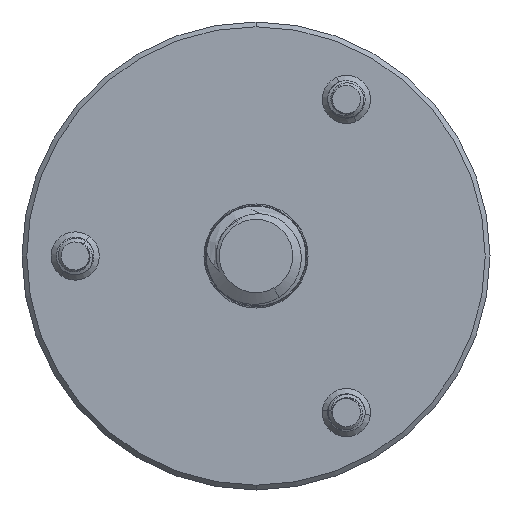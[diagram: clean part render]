
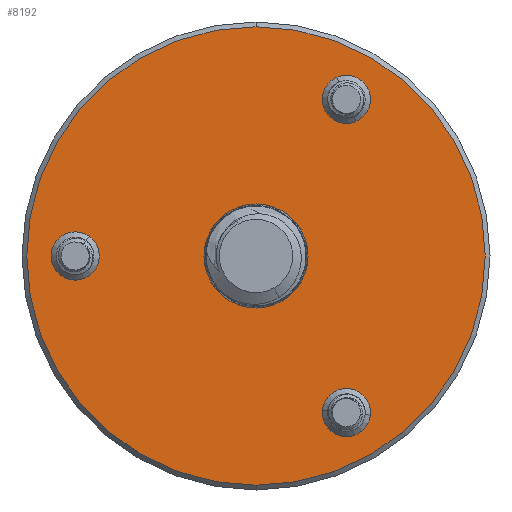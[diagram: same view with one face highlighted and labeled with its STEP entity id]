
A CAD part, front view. The second image highlights one B-rep face of the part: STEP entity #8192.
In plain terms, the highlighted planar face has unit normal (0, -1, 0).
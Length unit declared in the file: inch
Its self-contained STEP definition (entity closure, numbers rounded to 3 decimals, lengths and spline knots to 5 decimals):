
#384 = ORIENTED_EDGE ( 'NONE', *, *, #10991, .T. ) ;
#485 = EDGE_CURVE ( 'NONE', #9024, #9954, #5763, .T. ) ;
#661 = CARTESIAN_POINT ( 'NONE',  ( 0.285, 0., 0.56963 ) ) ;
#824 = AXIS2_PLACEMENT_3D ( 'NONE', #13411, #6451, #14607 ) ;
#858 = CIRCLE ( 'NONE', #14396, 0.076 ) ;
#902 = CIRCLE ( 'NONE', #5921, 0.7225 ) ;
#1085 = DIRECTION ( 'NONE',  ( 0., 0., 1. ) ) ;
#1171 = AXIS2_PLACEMENT_3D ( 'NONE', #5506, #13633, #6689 ) ;
#1311 = CARTESIAN_POINT ( 'NONE',  ( 0., 0., 0.7225 ) ) ;
#1355 = CARTESIAN_POINT ( 'NONE',  ( 0.285, 0., 0.49363 ) ) ;
#1444 = AXIS2_PLACEMENT_3D ( 'NONE', #1355, #9376, #2500 ) ;
#1458 = CIRCLE ( 'NONE', #1171, 0.164 ) ;
#1648 = VERTEX_POINT ( 'NONE', #661 ) ;
#1686 = EDGE_LOOP ( 'NONE', ( #8124, #13113 ) ) ;
#2012 = CARTESIAN_POINT ( 'NONE',  ( 0., 0., 0. ) ) ;
#2500 = DIRECTION ( 'NONE',  ( 0., 0., 1. ) ) ;
#2889 = CARTESIAN_POINT ( 'NONE',  ( 0.285, 0., -0.49363 ) ) ;
#2974 = EDGE_CURVE ( 'NONE', #10235, #9384, #902, .T. ) ;
#3081 = FACE_BOUND ( 'NONE', #1686, .T. ) ;
#3148 = CARTESIAN_POINT ( 'NONE',  ( 0., 0., 0.164 ) ) ;
#3685 = DIRECTION ( 'NONE',  ( 0., 1., 0. ) ) ;
#3937 = CARTESIAN_POINT ( 'NONE',  ( -0.57, 0., -0.076 ) ) ;
#4054 = DIRECTION ( 'NONE',  ( 0., 0., 1. ) ) ;
#4157 = ORIENTED_EDGE ( 'NONE', *, *, #7231, .T. ) ;
#4270 = DIRECTION ( 'NONE',  ( 0., -1., 0. ) ) ;
#4321 = DIRECTION ( 'NONE',  ( 0., 1., 0. ) ) ;
#4399 = ORIENTED_EDGE ( 'NONE', *, *, #6703, .T. ) ;
#4669 = VERTEX_POINT ( 'NONE', #4959 ) ;
#4879 = CARTESIAN_POINT ( 'NONE',  ( -0.57, 0., 0. ) ) ;
#4959 = CARTESIAN_POINT ( 'NONE',  ( 0.285, 0., 0.41763 ) ) ;
#5233 = DIRECTION ( 'NONE',  ( 0., 1., 0. ) ) ;
#5258 = EDGE_CURVE ( 'NONE', #12318, #8031, #858, .T. ) ;
#5448 = EDGE_CURVE ( 'NONE', #12124, #6677, #11677, .T. ) ;
#5506 = CARTESIAN_POINT ( 'NONE',  ( 0., 0., 0. ) ) ;
#5763 = CIRCLE ( 'NONE', #13483, 0.164 ) ;
#5889 = EDGE_LOOP ( 'NONE', ( #9564, #14678 ) ) ;
#5921 = AXIS2_PLACEMENT_3D ( 'NONE', #11158, #4270, #12357 ) ;
#6046 = DIRECTION ( 'NONE',  ( 0., 0., 1. ) ) ;
#6451 = DIRECTION ( 'NONE',  ( 0., 1., 0. ) ) ;
#6677 = VERTEX_POINT ( 'NONE', #9071 ) ;
#6689 = DIRECTION ( 'NONE',  ( 0., 0., 1. ) ) ;
#6703 = EDGE_CURVE ( 'NONE', #9384, #10235, #7709, .T. ) ;
#7231 = EDGE_CURVE ( 'NONE', #1648, #4669, #9097, .T. ) ;
#7347 = CARTESIAN_POINT ( 'NONE',  ( 0.285, 0., -0.41763 ) ) ;
#7709 = CIRCLE ( 'NONE', #14201, 0.7225 ) ;
#7747 = ORIENTED_EDGE ( 'NONE', *, *, #2974, .T. ) ;
#7771 = PLANE ( 'NONE',  #12178 ) ;
#7991 = DIRECTION ( 'NONE',  ( 0., -1., 0. ) ) ;
#8031 = VERTEX_POINT ( 'NONE', #3937 ) ;
#8124 = ORIENTED_EDGE ( 'NONE', *, *, #5448, .T. ) ;
#8192 = ADVANCED_FACE ( 'NONE', ( #9547, #12302, #3081, #9188, #11934 ), #7771, .F. ) ;
#8753 = CARTESIAN_POINT ( 'NONE',  ( 0., 0., -0.7225 ) ) ;
#8861 = ORIENTED_EDGE ( 'NONE', *, *, #5258, .T. ) ;
#9024 = VERTEX_POINT ( 'NONE', #13597 ) ;
#9071 = CARTESIAN_POINT ( 'NONE',  ( 0.285, 0., -0.56963 ) ) ;
#9091 = AXIS2_PLACEMENT_3D ( 'NONE', #10569, #3685, #11759 ) ;
#9097 = CIRCLE ( 'NONE', #1444, 0.076 ) ;
#9099 = EDGE_LOOP ( 'NONE', ( #4157, #384 ) ) ;
#9188 = FACE_BOUND ( 'NONE', #9099, .T. ) ;
#9376 = DIRECTION ( 'NONE',  ( 0., 1., 0. ) ) ;
#9384 = VERTEX_POINT ( 'NONE', #8753 ) ;
#9510 = EDGE_CURVE ( 'NONE', #9954, #9024, #1458, .T. ) ;
#9547 = FACE_OUTER_BOUND ( 'NONE', #10787, .T. ) ;
#9564 = ORIENTED_EDGE ( 'NONE', *, *, #9510, .T. ) ;
#9954 = VERTEX_POINT ( 'NONE', #3148 ) ;
#10082 = CARTESIAN_POINT ( 'NONE',  ( -0.57, 0., 0.076 ) ) ;
#10101 = AXIS2_PLACEMENT_3D ( 'NONE', #12175, #5233, #13357 ) ;
#10235 = VERTEX_POINT ( 'NONE', #1311 ) ;
#10569 = CARTESIAN_POINT ( 'NONE',  ( -0.57, 0., 0. ) ) ;
#10787 = EDGE_LOOP ( 'NONE', ( #7747, #4399 ) ) ;
#10940 = DIRECTION ( 'NONE',  ( 0., 1., 0. ) ) ;
#10964 = CIRCLE ( 'NONE', #824, 0.076 ) ;
#10991 = EDGE_CURVE ( 'NONE', #4669, #1648, #10964, .T. ) ;
#11158 = CARTESIAN_POINT ( 'NONE',  ( 0., 0., 0. ) ) ;
#11677 = CIRCLE ( 'NONE', #10101, 0.076 ) ;
#11759 = DIRECTION ( 'NONE',  ( 0., 0., 1. ) ) ;
#11767 = ORIENTED_EDGE ( 'NONE', *, *, #14070, .T. ) ;
#11934 = FACE_BOUND ( 'NONE', #13968, .T. ) ;
#12124 = VERTEX_POINT ( 'NONE', #7347 ) ;
#12175 = CARTESIAN_POINT ( 'NONE',  ( 0.285, 0., -0.49363 ) ) ;
#12178 = AXIS2_PLACEMENT_3D ( 'NONE', #2012, #4321, #12413 ) ;
#12302 = FACE_BOUND ( 'NONE', #5889, .T. ) ;
#12318 = VERTEX_POINT ( 'NONE', #10082 ) ;
#12357 = DIRECTION ( 'NONE',  ( 0., 0., 1. ) ) ;
#12413 = DIRECTION ( 'NONE',  ( 0., 0., 1. ) ) ;
#13012 = DIRECTION ( 'NONE',  ( 0., 1., 0. ) ) ;
#13032 = AXIS2_PLACEMENT_3D ( 'NONE', #2889, #10940, #4054 ) ;
#13113 = ORIENTED_EDGE ( 'NONE', *, *, #14223, .T. ) ;
#13357 = DIRECTION ( 'NONE',  ( 0., 0., 1. ) ) ;
#13411 = CARTESIAN_POINT ( 'NONE',  ( 0.285, 0., 0.49363 ) ) ;
#13446 = DIRECTION ( 'NONE',  ( 0., 1., 0. ) ) ;
#13483 = AXIS2_PLACEMENT_3D ( 'NONE', #13675, #13446, #14994 ) ;
#13597 = CARTESIAN_POINT ( 'NONE',  ( 0., 0., -0.164 ) ) ;
#13633 = DIRECTION ( 'NONE',  ( 0., 1., 0. ) ) ;
#13642 = CIRCLE ( 'NONE', #13032, 0.076 ) ;
#13675 = CARTESIAN_POINT ( 'NONE',  ( 0., 0., 0. ) ) ;
#13968 = EDGE_LOOP ( 'NONE', ( #8861, #11767 ) ) ;
#14070 = EDGE_CURVE ( 'NONE', #8031, #12318, #14778, .T. ) ;
#14201 = AXIS2_PLACEMENT_3D ( 'NONE', #14973, #7991, #1085 ) ;
#14223 = EDGE_CURVE ( 'NONE', #6677, #12124, #13642, .T. ) ;
#14396 = AXIS2_PLACEMENT_3D ( 'NONE', #4879, #13012, #6046 ) ;
#14607 = DIRECTION ( 'NONE',  ( 0., 0., 1. ) ) ;
#14678 = ORIENTED_EDGE ( 'NONE', *, *, #485, .T. ) ;
#14778 = CIRCLE ( 'NONE', #9091, 0.076 ) ;
#14973 = CARTESIAN_POINT ( 'NONE',  ( 0., 0., 0. ) ) ;
#14994 = DIRECTION ( 'NONE',  ( 0., 0., 1. ) ) ;
